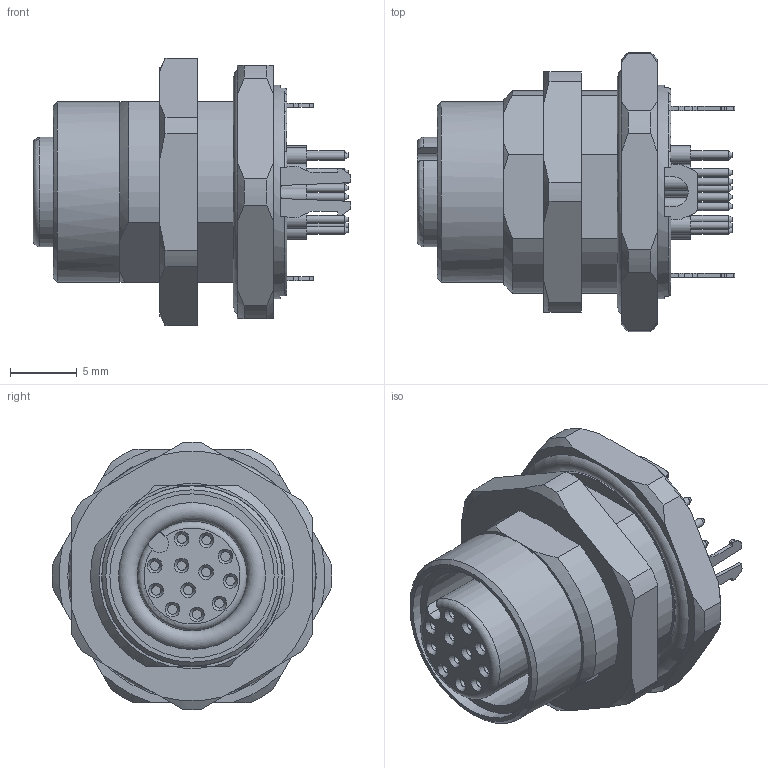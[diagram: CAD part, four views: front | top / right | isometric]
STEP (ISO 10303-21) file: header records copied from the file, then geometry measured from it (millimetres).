
FILE_DESCRIPTION(/* description */ (''),/* implementation_level */ '2;1');
FILE_NAME(/* name */ 'AL-FHM12KSA12-P_PG9.stp',/* time_stamp */ '2018-10-11T11:45:49+02:00',/* author */ (''),/* organization */ (''),/* preprocessor_version */ 'ST-DEVELOPER v16',/* originating_system */ 'SIEMENS PLM Software NX 10.0',/* authorisation */ '');
FILE_SCHEMA (('AUTOMOTIVE_DESIGN { 1 0 10303 214 3 1 1 1 }'));
Length unit declared in the file: millimetre
Products named in the file (1): v.sh1E84829Ff7c6
Bounding box: 23.8 x 20.89 x 19.99 mm (x, y, z)
Volume: 3266.6 mm3; surface area: 3095.7 mm2
Topology: 3 solids, 3 shells, 314 faces, 814 edges, 535 vertices
Faces by surface type: plane 148, cylinder 105, cone 49, torus 12
Full cylindrical faces by diameter (mm): 0.6 x12, 0.7 x12, 1.3 x12, 11 x1, 12.3 x1, 13.5 x1, 15.6 x1, 16 x1
Entity records: 9497 total; most frequent: CARTESIAN_POINT 1989, DIRECTION 1568, ORIENTED_EDGE 1454, EDGE_CURVE 727, AXIS2_PLACEMENT_3D 596, VERTEX_POINT 521, EDGE_LOOP 426, LINE 376
